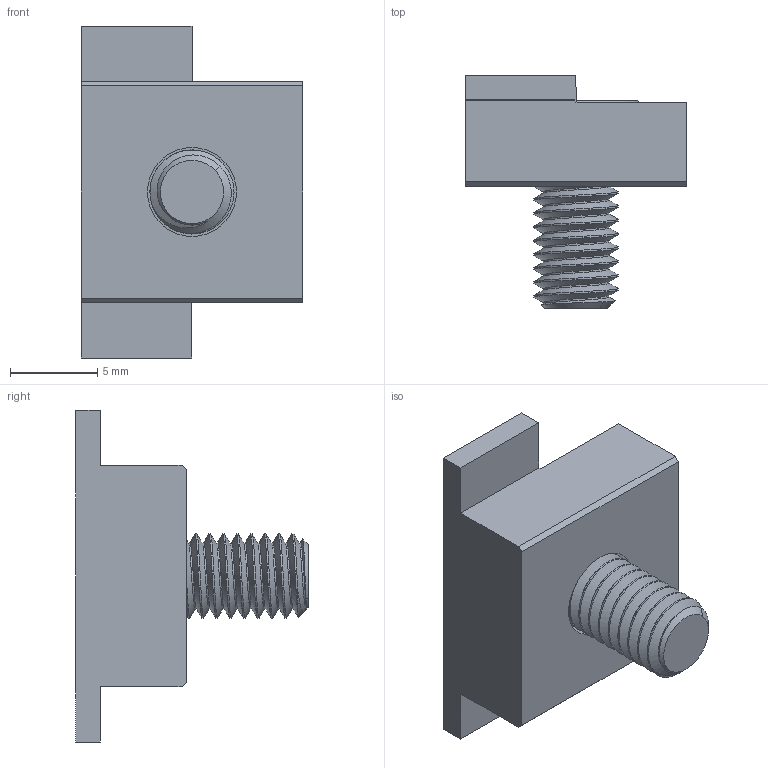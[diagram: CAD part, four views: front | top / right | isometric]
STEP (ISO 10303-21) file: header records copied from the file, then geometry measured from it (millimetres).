
FILE_DESCRIPTION (( 'STEP AP214' ), '1' );
FILE_NAME ('32020.STEP', '2024-11-05T18:52:05', ( '' ), ( '' ), 'SwSTEP 2.0', 'SolidWorks 2021', '' );
FILE_SCHEMA (( 'AUTOMOTIVE_DESIGN' ));
Length unit declared in the file: inch
Products named in the file (3): 32020; 103238 LHCS_103238 LHCS; 320201_320201
Assembly tree (2 placements, depth 2):
  32020
    320201_320201
    103238 LHCS_103238 LHCS
Bounding box: 12.7 x 13.34 x 19.05 mm (x, y, z)
Volume: 966.1 mm3; surface area: 1172 mm2
Topology: 2 solids, 2 shells, 74 faces, 187 edges, 119 vertices
Faces by surface type: cylinder 30, plane 29, cone 12, bspline 3
Entity records: 4662 total; most frequent: CARTESIAN_POINT 2927, ORIENTED_EDGE 374, DIRECTION 301, EDGE_CURVE 187, VERTEX_POINT 119, AXIS2_PLACEMENT_3D 102, LINE 97, VECTOR 97
